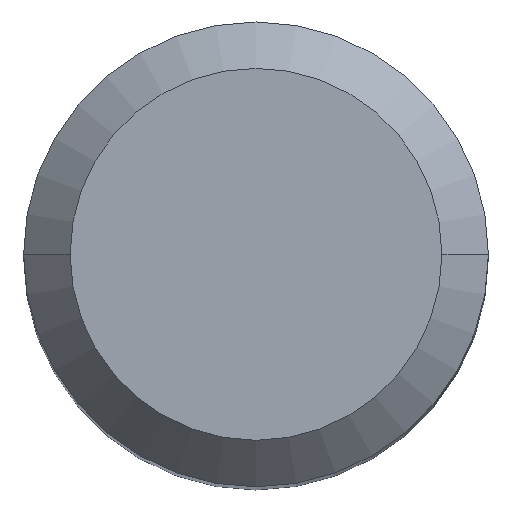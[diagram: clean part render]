
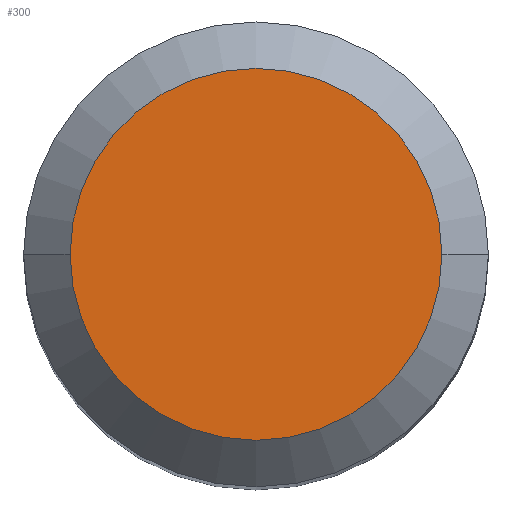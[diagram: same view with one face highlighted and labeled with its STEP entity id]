
A CAD part, top view. The second image highlights one B-rep face of the part: STEP entity #300.
In plain terms, the highlighted planar face has unit normal (0, 0, 1).
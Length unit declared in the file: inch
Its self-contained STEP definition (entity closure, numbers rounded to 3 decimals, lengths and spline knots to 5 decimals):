
#23 = AXIS2_PLACEMENT_3D ( 'NONE', #272, #48, #277 ) ;
#48 = DIRECTION ( 'NONE',  ( 0., 0., -1. ) ) ;
#59 = ORIENTED_EDGE ( 'NONE', *, *, #293, .T. ) ;
#74 = ORIENTED_EDGE ( 'NONE', *, *, #315, .T. ) ;
#107 = CARTESIAN_POINT ( 'NONE',  ( -0.15748, 0., 0. ) ) ;
#116 = CARTESIAN_POINT ( 'NONE',  ( 0.15748, 0., 0. ) ) ;
#157 = AXIS2_PLACEMENT_3D ( 'NONE', #455, #222, #262 ) ;
#158 = PLANE ( 'NONE',  #23 ) ;
#177 = CARTESIAN_POINT ( 'NONE',  ( 0., 0., 0. ) ) ;
#208 = EDGE_LOOP ( 'NONE', ( #59, #74 ) ) ;
#210 = DIRECTION ( 'NONE',  ( 0., 0., 1. ) ) ;
#222 = DIRECTION ( 'NONE',  ( 0., 0., 1. ) ) ;
#262 = DIRECTION ( 'NONE',  ( 1., 0., 0. ) ) ;
#272 = CARTESIAN_POINT ( 'NONE',  ( 0., 0., 0. ) ) ;
#277 = DIRECTION ( 'NONE',  ( -1., 0., 0. ) ) ;
#293 = EDGE_CURVE ( 'NONE', #296, #353, #484, .T. ) ;
#296 = VERTEX_POINT ( 'NONE', #107 ) ;
#300 = ADVANCED_FACE ( 'NONE', ( #421 ), #158, .F. ) ;
#315 = EDGE_CURVE ( 'NONE', #353, #296, #389, .T. ) ;
#353 = VERTEX_POINT ( 'NONE', #116 ) ;
#369 = DIRECTION ( 'NONE',  ( 1., 0., 0. ) ) ;
#389 = CIRCLE ( 'NONE', #453, 0.15748 ) ;
#421 = FACE_OUTER_BOUND ( 'NONE', #208, .T. ) ;
#453 = AXIS2_PLACEMENT_3D ( 'NONE', #177, #210, #369 ) ;
#455 = CARTESIAN_POINT ( 'NONE',  ( 0., 0., 0. ) ) ;
#484 = CIRCLE ( 'NONE', #157, 0.15748 ) ;
